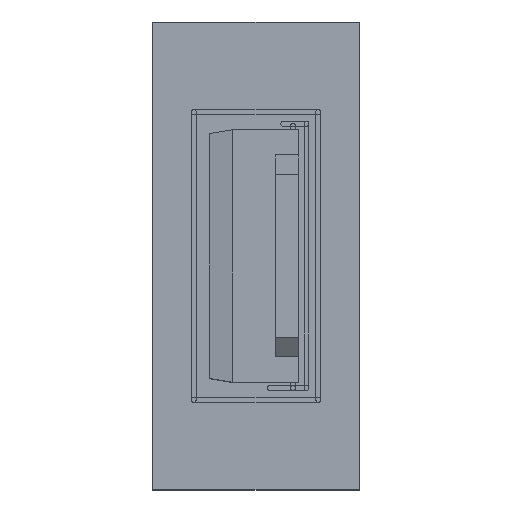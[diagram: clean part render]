
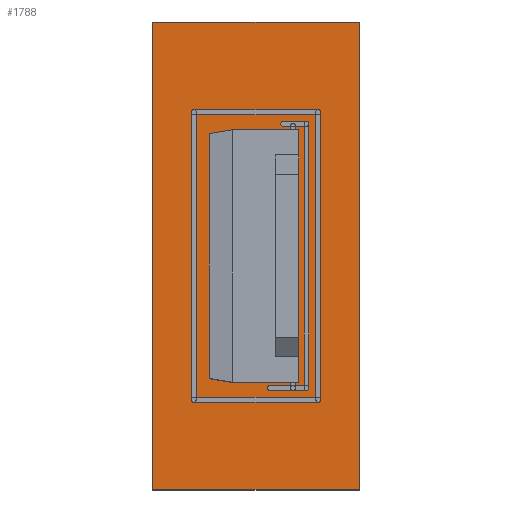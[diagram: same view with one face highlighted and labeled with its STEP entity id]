
A CAD part, top view. The second image highlights one B-rep face of the part: STEP entity #1788.
In plain terms, the highlighted planar face has unit normal (0, 0, 1).
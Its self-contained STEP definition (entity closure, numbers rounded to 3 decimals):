
#1724 = VERTEX_POINT('',#1725);
#1725 = CARTESIAN_POINT('',(-2.362,-6.022,-0.01));
#1740 = VERTEX_POINT('',#1741);
#1741 = CARTESIAN_POINT('',(-2.362,6.022,-0.01));
#1747 = EDGE_CURVE('',#1724,#1740,#1748,.T.);
#1748 = LINE('',#1749,#1750);
#1749 = CARTESIAN_POINT('',(-2.362,-6.022,-0.01));
#1750 = VECTOR('',#1751,1.);
#1751 = DIRECTION('',(0.,1.,0.));
#1770 = EDGE_CURVE('',#1724,#1771,#1773,.T.);
#1771 = VERTEX_POINT('',#1772);
#1772 = CARTESIAN_POINT('',(2.962,-6.022,-0.01));
#1773 = LINE('',#1774,#1775);
#1774 = CARTESIAN_POINT('',(-2.362,-6.022,-0.01));
#1775 = VECTOR('',#1776,1.);
#1776 = DIRECTION('',(1.,0.,0.));
#1788 = ADVANCED_FACE('',(#1789,#1807,#1818,#1829),#1840,.T.);
#1789 = FACE_BOUND('',#1790,.T.);
#1790 = EDGE_LOOP('',(#1791,#1792,#1793,#1801));
#1791 = ORIENTED_EDGE('',*,*,#1747,.F.);
#1792 = ORIENTED_EDGE('',*,*,#1770,.T.);
#1793 = ORIENTED_EDGE('',*,*,#1794,.T.);
#1794 = EDGE_CURVE('',#1771,#1795,#1797,.T.);
#1795 = VERTEX_POINT('',#1796);
#1796 = CARTESIAN_POINT('',(2.962,6.022,-0.01));
#1797 = LINE('',#1798,#1799);
#1798 = CARTESIAN_POINT('',(2.962,-6.022,-0.01));
#1799 = VECTOR('',#1800,1.);
#1800 = DIRECTION('',(0.,1.,0.));
#1801 = ORIENTED_EDGE('',*,*,#1802,.F.);
#1802 = EDGE_CURVE('',#1740,#1795,#1803,.T.);
#1803 = LINE('',#1804,#1805);
#1804 = CARTESIAN_POINT('',(-2.362,6.022,-0.01));
#1805 = VECTOR('',#1806,1.);
#1806 = DIRECTION('',(1.,0.,0.));
#1807 = FACE_BOUND('',#1808,.T.);
#1808 = EDGE_LOOP('',(#1809));
#1809 = ORIENTED_EDGE('',*,*,#1810,.F.);
#1810 = EDGE_CURVE('',#1811,#1811,#1813,.T.);
#1811 = VERTEX_POINT('',#1812);
#1812 = CARTESIAN_POINT('',(0.55,-2.3,-0.01));
#1813 = CIRCLE('',#1814,0.55);
#1814 = AXIS2_PLACEMENT_3D('',#1815,#1816,#1817);
#1815 = CARTESIAN_POINT('',(0.,-2.3,-0.01));
#1816 = DIRECTION('',(0.,0.,1.));
#1817 = DIRECTION('',(1.,0.,0.));
#1818 = FACE_BOUND('',#1819,.T.);
#1819 = EDGE_LOOP('',(#1820));
#1820 = ORIENTED_EDGE('',*,*,#1821,.F.);
#1821 = EDGE_CURVE('',#1822,#1822,#1824,.T.);
#1822 = VERTEX_POINT('',#1823);
#1823 = CARTESIAN_POINT('',(0.55,0.,-0.01));
#1824 = CIRCLE('',#1825,0.55);
#1825 = AXIS2_PLACEMENT_3D('',#1826,#1827,#1828);
#1826 = CARTESIAN_POINT('',(0.,0.,-0.01));
#1827 = DIRECTION('',(0.,0.,1.));
#1828 = DIRECTION('',(1.,0.,0.));
#1829 = FACE_BOUND('',#1830,.T.);
#1830 = EDGE_LOOP('',(#1831));
#1831 = ORIENTED_EDGE('',*,*,#1832,.F.);
#1832 = EDGE_CURVE('',#1833,#1833,#1835,.T.);
#1833 = VERTEX_POINT('',#1834);
#1834 = CARTESIAN_POINT('',(0.55,2.3,-0.01));
#1835 = CIRCLE('',#1836,0.55);
#1836 = AXIS2_PLACEMENT_3D('',#1837,#1838,#1839);
#1837 = CARTESIAN_POINT('',(0.,2.3,-0.01));
#1838 = DIRECTION('',(0.,0.,1.));
#1839 = DIRECTION('',(1.,0.,0.));
#1840 = PLANE('',#1841);
#1841 = AXIS2_PLACEMENT_3D('',#1842,#1843,#1844);
#1842 = CARTESIAN_POINT('',(-2.362,-6.022,-0.01));
#1843 = DIRECTION('',(0.,0.,1.));
#1844 = DIRECTION('',(1.,0.,0.));
